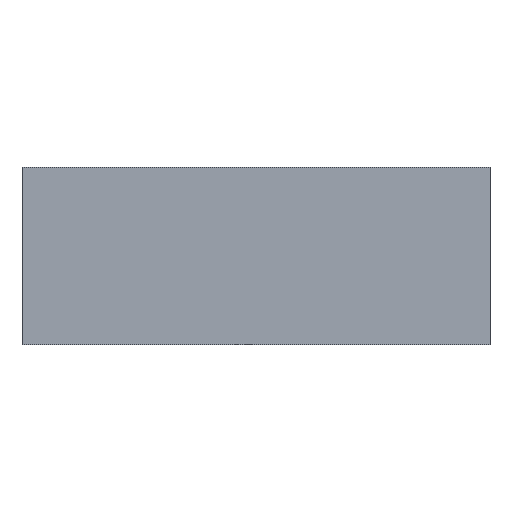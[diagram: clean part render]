
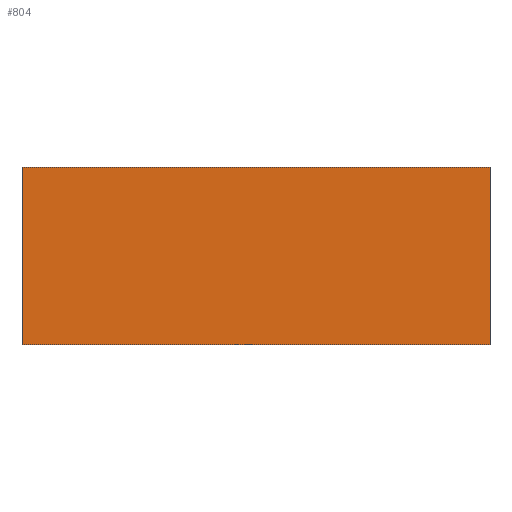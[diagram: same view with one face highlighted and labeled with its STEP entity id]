
A CAD part, front view. The second image highlights one B-rep face of the part: STEP entity #804.
In plain terms, the highlighted planar face has unit normal (0, -1, 0).
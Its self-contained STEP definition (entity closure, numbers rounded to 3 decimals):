
#71 = VERTEX_POINT('',#72);
#72 = CARTESIAN_POINT('',(-123.,-219.,63.));
#78 = EDGE_CURVE('',#79,#71,#81,.T.);
#79 = VERTEX_POINT('',#80);
#80 = CARTESIAN_POINT('',(-123.,-219.,25.));
#81 = LINE('',#82,#83);
#82 = CARTESIAN_POINT('',(-123.,-219.,25.));
#83 = VECTOR('',#84,1.);
#84 = DIRECTION('',(0.,0.,1.));
#324 = EDGE_CURVE('',#71,#325,#327,.T.);
#325 = VERTEX_POINT('',#326);
#326 = CARTESIAN_POINT('',(-23.,-219.,63.));
#327 = LINE('',#328,#329);
#328 = CARTESIAN_POINT('',(-123.,-219.,63.));
#329 = VECTOR('',#330,1.);
#330 = DIRECTION('',(1.,0.,0.));
#786 = EDGE_CURVE('',#79,#787,#789,.T.);
#787 = VERTEX_POINT('',#788);
#788 = CARTESIAN_POINT('',(-23.,-219.,25.));
#789 = LINE('',#790,#791);
#790 = CARTESIAN_POINT('',(-123.,-219.,25.));
#791 = VECTOR('',#792,1.);
#792 = DIRECTION('',(1.,0.,0.));
#804 = ADVANCED_FACE('',(#805),#816,.F.);
#805 = FACE_BOUND('',#806,.F.);
#806 = EDGE_LOOP('',(#807,#808,#809,#815));
#807 = ORIENTED_EDGE('',*,*,#78,.T.);
#808 = ORIENTED_EDGE('',*,*,#324,.T.);
#809 = ORIENTED_EDGE('',*,*,#810,.F.);
#810 = EDGE_CURVE('',#787,#325,#811,.T.);
#811 = LINE('',#812,#813);
#812 = CARTESIAN_POINT('',(-23.,-219.,25.));
#813 = VECTOR('',#814,1.);
#814 = DIRECTION('',(0.,0.,1.));
#815 = ORIENTED_EDGE('',*,*,#786,.F.);
#816 = PLANE('',#817);
#817 = AXIS2_PLACEMENT_3D('',#818,#819,#820);
#818 = CARTESIAN_POINT('',(-123.,-219.,25.));
#819 = DIRECTION('',(0.,1.,0.));
#820 = DIRECTION('',(1.,0.,0.));
